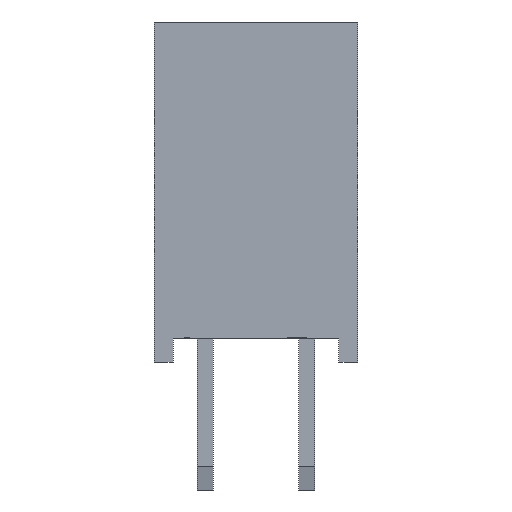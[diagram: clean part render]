
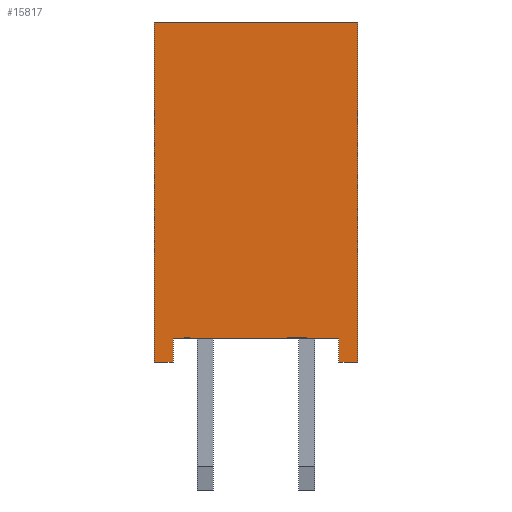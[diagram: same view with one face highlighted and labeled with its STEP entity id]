
A CAD part, left-side view. The second image highlights one B-rep face of the part: STEP entity #15817.
In plain terms, the highlighted planar face has unit normal (-1, 0, 0).
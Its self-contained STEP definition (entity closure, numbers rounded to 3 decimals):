
#289 = LINE ( 'NONE', #42664, #26581 ) ;
#1468 = ORIENTED_EDGE ( 'NONE', *, *, #38497, .F. ) ;
#1707 = LINE ( 'NONE', #41082, #28034 ) ;
#1995 = VERTEX_POINT ( 'NONE', #17984 ) ;
#2018 = CARTESIAN_POINT ( 'NONE',  ( -1.27, 2.54, 8.5 ) ) ;
#2283 = ORIENTED_EDGE ( 'NONE', *, *, #35457, .F. ) ;
#3264 = VECTOR ( 'NONE', #23527, 1000. ) ;
#5415 = DIRECTION ( 'NONE',  ( 0., 0., 1. ) ) ;
#5776 = EDGE_CURVE ( 'NONE', #29587, #9657, #41956, .T. ) ;
#6793 = CARTESIAN_POINT ( 'NONE',  ( -1.27, 0.47, 0.6 ) ) ;
#6959 = ORIENTED_EDGE ( 'NONE', *, *, #18026, .F. ) ;
#9624 = CARTESIAN_POINT ( 'NONE',  ( -1.27, 2.07, 0.6 ) ) ;
#9657 = VERTEX_POINT ( 'NONE', #40510 ) ;
#9728 = CARTESIAN_POINT ( 'NONE',  ( -1.27, 2.54, 0. ) ) ;
#10319 = LINE ( 'NONE', #19065, #12421 ) ;
#10632 = CARTESIAN_POINT ( 'NONE',  ( -1.27, -2.54, 8.5 ) ) ;
#11404 = DIRECTION ( 'NONE',  ( 0., 1., 0. ) ) ;
#11776 = PLANE ( 'NONE',  #35121 ) ;
#12421 = VECTOR ( 'NONE', #5415, 1000. ) ;
#13516 = EDGE_CURVE ( 'NONE', #1995, #37073, #289, .T. ) ;
#13995 = ORIENTED_EDGE ( 'NONE', *, *, #5776, .T. ) ;
#14120 = VECTOR ( 'NONE', #20223, 1000. ) ;
#15719 = LINE ( 'NONE', #23270, #14120 ) ;
#15817 = ADVANCED_FACE ( 'NONE', ( #43989 ), #11776, .F. ) ;
#17243 = CARTESIAN_POINT ( 'NONE',  ( -1.27, -2.07, 0.6 ) ) ;
#17984 = CARTESIAN_POINT ( 'NONE',  ( -1.27, 2.54, 0. ) ) ;
#18026 = EDGE_CURVE ( 'NONE', #29587, #23227, #10319, .T. ) ;
#18428 = LINE ( 'NONE', #9624, #35606 ) ;
#18976 = CARTESIAN_POINT ( 'NONE',  ( -1.27, -2.07, 0. ) ) ;
#19065 = CARTESIAN_POINT ( 'NONE',  ( -1.27, -2.07, 0.6 ) ) ;
#20223 = DIRECTION ( 'NONE',  ( 0., 0., -1. ) ) ;
#20604 = CARTESIAN_POINT ( 'NONE',  ( -1.27, 2.54, 8.5 ) ) ;
#22018 = ORIENTED_EDGE ( 'NONE', *, *, #33118, .F. ) ;
#22580 = VERTEX_POINT ( 'NONE', #20604 ) ;
#23105 = EDGE_CURVE ( 'NONE', #40349, #37073, #18428, .T. ) ;
#23227 = VERTEX_POINT ( 'NONE', #17243 ) ;
#23270 = CARTESIAN_POINT ( 'NONE',  ( -1.27, 2.54, 8.5 ) ) ;
#23527 = DIRECTION ( 'NONE',  ( 0., -1., 0. ) ) ;
#24464 = LINE ( 'NONE', #10632, #33548 ) ;
#24801 = CARTESIAN_POINT ( 'NONE',  ( -1.27, -2.54, 8.5 ) ) ;
#25573 = DIRECTION ( 'NONE',  ( 0., -1., 0. ) ) ;
#26581 = VECTOR ( 'NONE', #25573, 1000. ) ;
#28034 = VECTOR ( 'NONE', #30874, 1000. ) ;
#28689 = LINE ( 'NONE', #6793, #38877 ) ;
#28913 = DIRECTION ( 'NONE',  ( 0., 0., -1. ) ) ;
#29587 = VERTEX_POINT ( 'NONE', #18976 ) ;
#30874 = DIRECTION ( 'NONE',  ( 0., -1., 0. ) ) ;
#31706 = ORIENTED_EDGE ( 'NONE', *, *, #13516, .T. ) ;
#31952 = CARTESIAN_POINT ( 'NONE',  ( -1.27, 2.07, 0.6 ) ) ;
#33118 = EDGE_CURVE ( 'NONE', #22580, #38257, #1707, .T. ) ;
#33548 = VECTOR ( 'NONE', #38214, 1000. ) ;
#35121 = AXIS2_PLACEMENT_3D ( 'NONE', #2018, #35616, #28913 ) ;
#35457 = EDGE_CURVE ( 'NONE', #38257, #9657, #24464, .T. ) ;
#35606 = VECTOR ( 'NONE', #37028, 1000. ) ;
#35616 = DIRECTION ( 'NONE',  ( 1., 0., 0. ) ) ;
#35808 = EDGE_CURVE ( 'NONE', #22580, #1995, #15719, .T. ) ;
#37028 = DIRECTION ( 'NONE',  ( 0., 0., -1. ) ) ;
#37073 = VERTEX_POINT ( 'NONE', #40723 ) ;
#38214 = DIRECTION ( 'NONE',  ( 0., 0., -1. ) ) ;
#38257 = VERTEX_POINT ( 'NONE', #24801 ) ;
#38497 = EDGE_CURVE ( 'NONE', #23227, #40349, #28689, .T. ) ;
#38877 = VECTOR ( 'NONE', #11404, 1000. ) ;
#39525 = EDGE_LOOP ( 'NONE', ( #1468, #6959, #13995, #2283, #22018, #41508, #31706, #41934 ) ) ;
#40349 = VERTEX_POINT ( 'NONE', #31952 ) ;
#40510 = CARTESIAN_POINT ( 'NONE',  ( -1.27, -2.54, 0. ) ) ;
#40723 = CARTESIAN_POINT ( 'NONE',  ( -1.27, 2.07, 0. ) ) ;
#41082 = CARTESIAN_POINT ( 'NONE',  ( -1.27, 2.54, 8.5 ) ) ;
#41508 = ORIENTED_EDGE ( 'NONE', *, *, #35808, .T. ) ;
#41934 = ORIENTED_EDGE ( 'NONE', *, *, #23105, .F. ) ;
#41956 = LINE ( 'NONE', #9728, #3264 ) ;
#42664 = CARTESIAN_POINT ( 'NONE',  ( -1.27, 2.54, 0. ) ) ;
#43989 = FACE_OUTER_BOUND ( 'NONE', #39525, .T. ) ;
